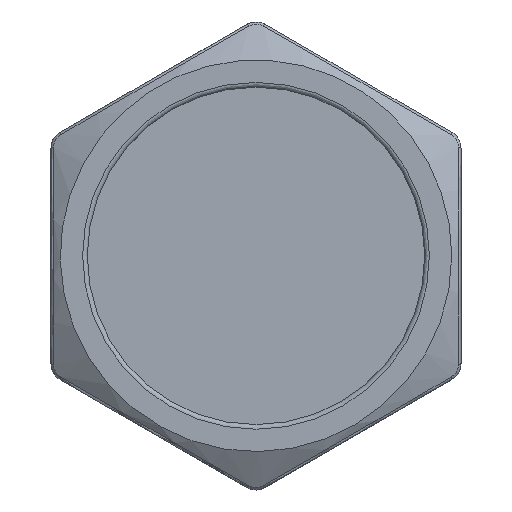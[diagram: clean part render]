
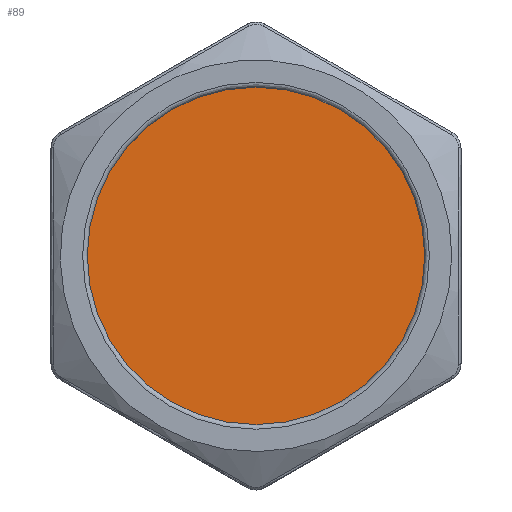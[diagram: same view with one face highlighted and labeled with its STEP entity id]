
A CAD part, top view. The second image highlights one B-rep face of the part: STEP entity #89.
In plain terms, the highlighted planar face has unit normal (0, 0, 1).
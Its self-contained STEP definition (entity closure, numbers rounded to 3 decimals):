
#89 = ADVANCED_FACE( '', ( #234 ), #235, .T. );
#234 = FACE_OUTER_BOUND( '', #466, .T. );
#235 = PLANE( '', #467 );
#466 = EDGE_LOOP( '', ( #1738 ) );
#467 = AXIS2_PLACEMENT_3D( '', #1739, #1740, #1741 );
#1738 = ORIENTED_EDGE( '', *, *, #2157, .T. );
#1739 = CARTESIAN_POINT( '', ( 0., 0., 17. ) );
#1740 = DIRECTION( '', ( 0., 0., 1. ) );
#1741 = DIRECTION( '', ( 1., 0., 0. ) );
#2157 = EDGE_CURVE( '', #2325, #2325, #2326, .T. );
#2325 = VERTEX_POINT( '', #2564 );
#2326 = CIRCLE( '', #2565, 9.05 );
#2564 = CARTESIAN_POINT( '', ( 9.05, 0., 17. ) );
#2565 = AXIS2_PLACEMENT_3D( '', #3461, #3462, #3463 );
#3461 = CARTESIAN_POINT( '', ( 0., 0., 17. ) );
#3462 = DIRECTION( '', ( 0., 0., 1. ) );
#3463 = DIRECTION( '', ( 1., 0., 0. ) );
